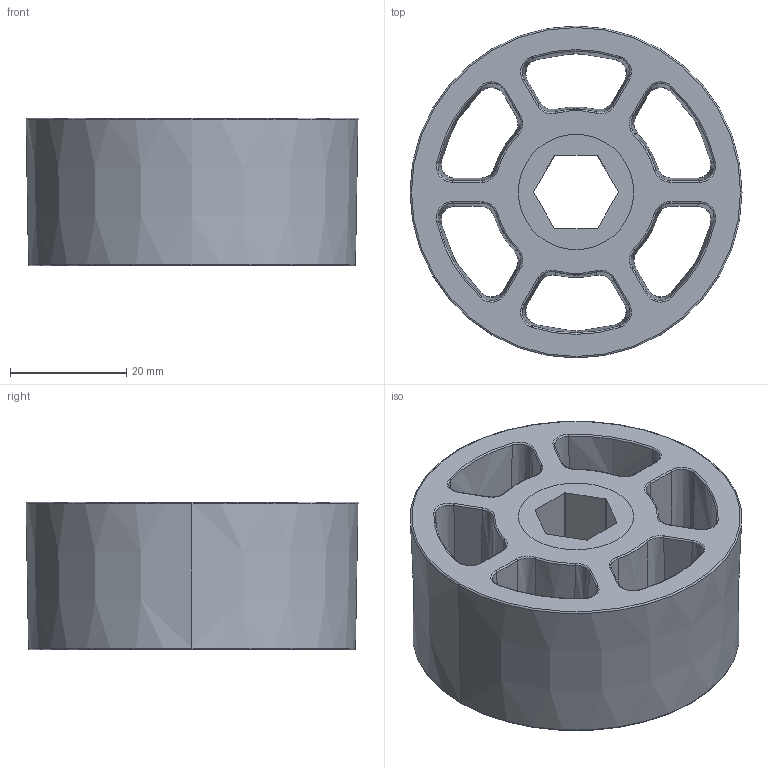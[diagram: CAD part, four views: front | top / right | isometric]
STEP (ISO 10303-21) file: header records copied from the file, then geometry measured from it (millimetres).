
FILE_DESCRIPTION (( 'STEP AP214' ), '1' );
FILE_NAME ('am-3949 2.25N OverMolded 500Hex Compliant Wheel.STEP', '2018-09-19T16:34:51', ( '' ), ( '' ), 'SwSTEP 2.0', 'SolidWorks 2018', '' );
FILE_SCHEMA (( 'AUTOMOTIVE_DESIGN' ));
Length unit declared in the file: millimetre
Products named in the file (3): 2IN OverMolded Plastic Core 500Hex Compliant Wheel VER6; 2.25 Compliant Wheel Core V6; am-3949 2.25N OverMolded 500Hex Compliant Wheel
Assembly tree (2 placements, depth 2):
  am-3949 2.25N OverMolded 500Hex Compliant Wheel
    2.25 Compliant Wheel Core V6
    2IN OverMolded Plastic Core 500Hex Compliant Wheel VER6
Bounding box: 57.14 x 57.14 x 25.4 mm (x, y, z)
Volume: 38355.9 mm3; surface area: 18891.8 mm2
Topology: 2 solids, 2 shells, 183 faces, 437 edges, 258 vertices
Faces by surface type: bspline 72, cylinder 37, torus 34, plane 22, cone 18
Entity records: 8461 total; most frequent: CARTESIAN_POINT 4519, ORIENTED_EDGE 874, DIRECTION 733, EDGE_CURVE 437, AXIS2_PLACEMENT_3D 324, VERTEX_POINT 258, CIRCLE 208, EDGE_LOOP 199
